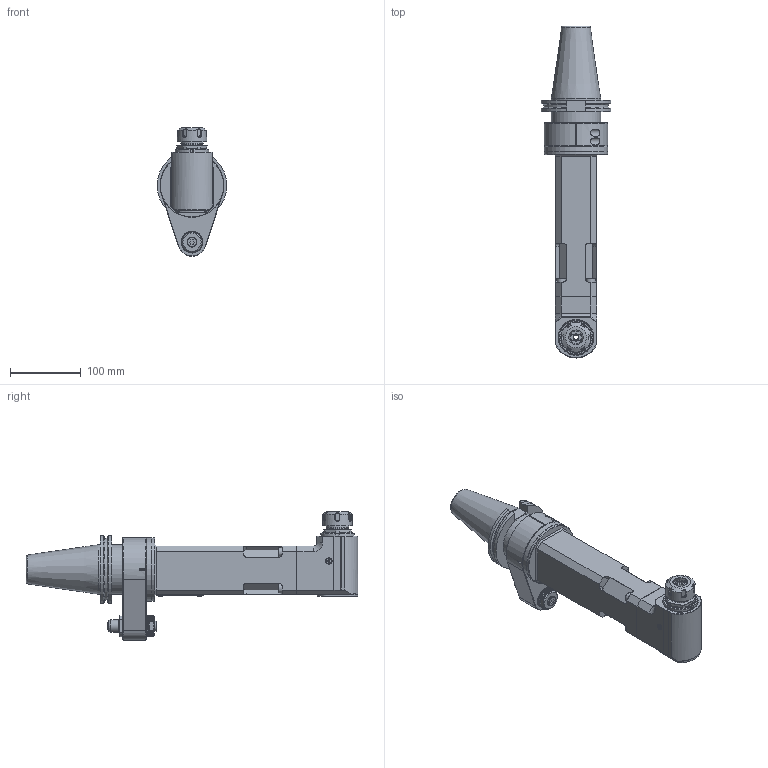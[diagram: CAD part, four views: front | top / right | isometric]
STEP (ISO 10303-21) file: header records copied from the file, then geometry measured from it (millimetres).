
FILE_DESCRIPTION(/* description */ (''),/* implementation_level */ '2;1');
FILE_NAME(/* name */ '9.G90.16L00-270-17C50.stp',/* time_stamp */ '2024-02-08T10:49:21-05:00',/* author */ ('jkrenzer'),/* organization */ (''),/* preprocessor_version */ 'ST-DEVELOPER v18.1',/* originating_system */ 'Autodesk Inventor 2022',/* authorisation */ '');
FILE_SCHEMA (('AUTOMOTIVE_DESIGN { 1 0 10303 214 3 1 1 }'));
Length unit declared in the file: millimetre
Products named in the file (3): 9.G90.16L00-270-17C50; 9_GA1_458_1   (Classic, Type 1, Cat50, 80mm); G90-16L-270
Assembly tree (2 placements, depth 2):
  9.G90.16L00-270-17C50
    9_GA1_458_1   (Classic, Type 1, Cat50, 80mm)
    G90-16L-270
Bounding box: 98.05 x 468.8 x 181.43 mm (x, y, z)
Volume: 1437045.5 mm3; surface area: 282624.4 mm2
Topology: 21 solids, 25 shells, 1501 faces, 3838 edges, 2481 vertices
Faces by surface type: plane 752, cylinder 268, cone 223, bspline 221, torus 21, sphere 16
Full cylindrical faces by diameter (mm): 3.3 x6, 4 x5, 4.2 x4, 5 x7, 6 x6, 6.75 x1, 7 x2, 7.6 x4, 7.8 x4, 8 x6, 8.5 x7, 10 x4, 10.5 x2, 11 x1, 13 x4, 14 x2, 15 x1, 15.2 x1, 17 x1, 18 x4, 19 x1, 20 x1, 20.5 x1, 20.8 x1, 21.96 x1, 24.5 x1, 25 x1, 25.4 x1, 26 x2, 26.16 x1
Entity records: 50904 total; most frequent: CARTESIAN_POINT 15186, ORIENTED_EDGE 7585, DIRECTION 7055, EDGE_CURVE 3796, AXIS2_PLACEMENT_3D 2482, VERTEX_POINT 2481, LINE 2091, VECTOR 2091
